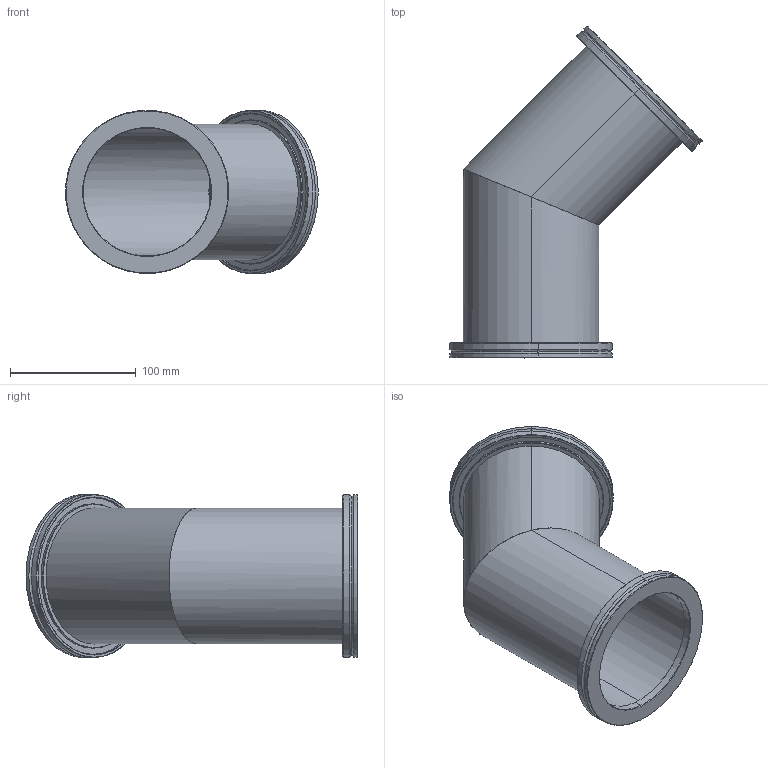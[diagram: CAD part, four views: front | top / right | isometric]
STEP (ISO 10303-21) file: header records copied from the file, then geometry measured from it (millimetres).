
FILE_DESCRIPTION (( 'STEP AP214' ), '1' );
FILE_NAME ('Hositrad_ISO100-108E45.STEP', '2012-06-27T12:52:29', ( '' ), ( '' ), 'SwSTEP 2.0', 'SolidWorks 2012', '' );
FILE_SCHEMA (( 'AUTOMOTIVE_DESIGN' ));
Length unit declared in the file: millimetre
Products named in the file (3): ISO-K-Weld-All_ISO100; Elbow-tube-45dgr; Hositrad_ISO100-108E45
Assembly tree (4 placements, depth 2):
  Hositrad_ISO100-108E45
    Elbow-tube-45dgr  x2
    ISO-K-Weld-All_ISO100  x2
Bounding box: 200.95 x 264.19 x 130 mm (x, y, z)
Volume: 262137.3 mm3; surface area: 206205.1 mm2
Topology: 4 solids, 4 shells, 74 faces, 148 edges, 88 vertices
Faces by surface type: cylinder 32, cone 20, plane 14, torus 8
Entity records: 1098 total; most frequent: DIRECTION 202, CARTESIAN_POINT 174, ORIENTED_EDGE 148, AXIS2_PLACEMENT_3D 88, EDGE_CURVE 74, CIRCLE 44, VERTEX_POINT 44, EDGE_LOOP 44
